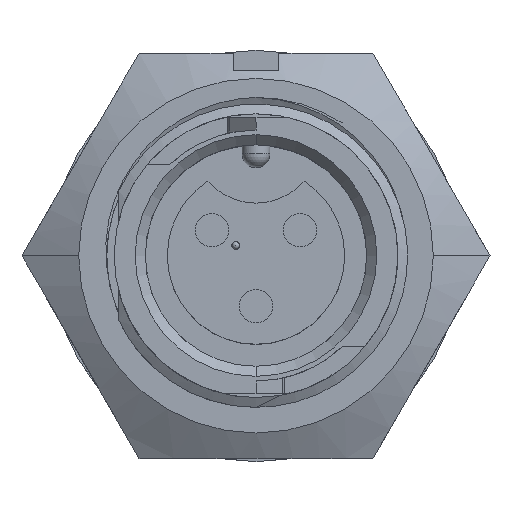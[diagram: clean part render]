
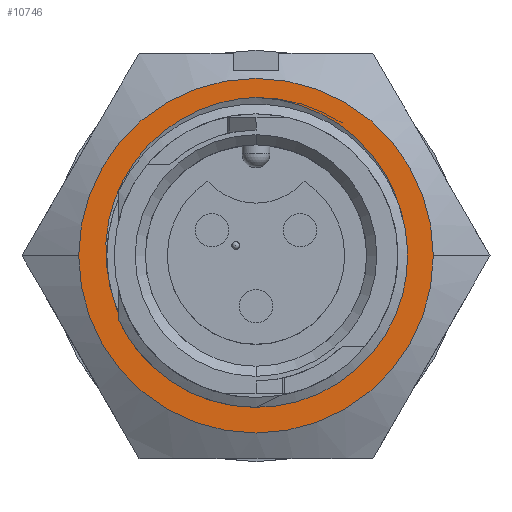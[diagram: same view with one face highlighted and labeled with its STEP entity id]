
A CAD part, top view. The second image highlights one B-rep face of the part: STEP entity #10746.
In plain terms, the highlighted planar face has unit normal (0, 0, 1).
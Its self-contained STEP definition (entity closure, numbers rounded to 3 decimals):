
#446 = CARTESIAN_POINT ( 'NONE',  ( 7.334, -1.47, -6.216 ) ) ;
#522 = DIRECTION ( 'NONE',  ( -1., 0., 0. ) ) ;
#831 = CARTESIAN_POINT ( 'NONE',  ( -8.89, 0., -6.216 ) ) ;
#851 = CARTESIAN_POINT ( 'NONE',  ( -7.517, -0.343, -6.216 ) ) ;
#918 = CARTESIAN_POINT ( 'NONE',  ( -7.536, 0.794, -6.216 ) ) ;
#993 = VERTEX_POINT ( 'NONE', #12525 ) ;
#1184 = ORIENTED_EDGE ( 'NONE', *, *, #6907, .T. ) ;
#1876 = CIRCLE ( 'NONE', #9179, 8.89 ) ;
#1979 = CARTESIAN_POINT ( 'NONE',  ( -3.795, 6.844, -6.216 ) ) ;
#2117 = DIRECTION ( 'NONE',  ( 1., 0., 0. ) ) ;
#2230 = ORIENTED_EDGE ( 'NONE', *, *, #5591, .F. ) ;
#2231 = CARTESIAN_POINT ( 'NONE',  ( 6.255, 4.516, -6.216 ) ) ;
#2369 = CARTESIAN_POINT ( 'NONE',  ( 0., 7.938, -6.216 ) ) ;
#2632 = AXIS2_PLACEMENT_3D ( 'NONE', #8844, #6600, #9779 ) ;
#2893 = EDGE_CURVE ( 'NONE', #8707, #11118, #1876, .T. ) ;
#2908 = CARTESIAN_POINT ( 'NONE',  ( -1.142, 7.839, -6.216 ) ) ;
#3039 = CARTESIAN_POINT ( 'NONE',  ( -0.572, 7.92, -6.216 ) ) ;
#3222 = CARTESIAN_POINT ( 'NONE',  ( 7.23, 2.457, -6.216 ) ) ;
#3294 = CARTESIAN_POINT ( 'NONE',  ( 1.136, 7.824, -6.216 ) ) ;
#3430 = CARTESIAN_POINT ( 'NONE',  ( 1.417, 7.769, -6.216 ) ) ;
#3599 = B_SPLINE_CURVE_WITH_KNOTS ( 'NONE', 3,
 ( #2369, #12132, #9763, #3294, #3430, #4490, #6718, #7809, #13344, #12059, #14127, #2231, #9965, #13070, #3222, #8892, #11104, #5638, #7600, #446 ),
 .UNSPECIFIED., .F., .F.,
 ( 4, 2, 2, 2, 2, 2, 2, 2, 2, 4 ),
 ( 0., 0.001, 0.002, 0.003, 0.005, 0.007, 0.009, 0.01, 0.012, 0.014 ),
 .UNSPECIFIED. ) ;
#3937 = CARTESIAN_POINT ( 'NONE',  ( 0., 0., -6.216 ) ) ;
#4175 = CARTESIAN_POINT ( 'NONE',  ( -2.787, 7.354, -6.216 ) ) ;
#4490 = CARTESIAN_POINT ( 'NONE',  ( 2.242, 7.558, -6.216 ) ) ;
#5497 = CARTESIAN_POINT ( 'NONE',  ( 7.334, -1.47, -6.216 ) ) ;
#5521 = FACE_OUTER_BOUND ( 'NONE', #8917, .T. ) ;
#5591 = EDGE_CURVE ( 'NONE', #7320, #12743, #10483, .T. ) ;
#5638 = CARTESIAN_POINT ( 'NONE',  ( 7.532, -0.351, -6.216 ) ) ;
#5788 = DIRECTION ( 'NONE',  ( 0., 0., -1. ) ) ;
#5871 = CARTESIAN_POINT ( 'NONE',  ( 8.89, 0., -6.216 ) ) ;
#5927 = DIRECTION ( 'NONE',  ( 0., 0., -1. ) ) ;
#6395 = CARTESIAN_POINT ( 'NONE',  ( -7.225, 2.475, -6.216 ) ) ;
#6464 = CARTESIAN_POINT ( 'NONE',  ( -4.27, 6.536, -6.216 ) ) ;
#6600 = DIRECTION ( 'NONE',  ( 0., 0., -1. ) ) ;
#6718 = CARTESIAN_POINT ( 'NONE',  ( 2.774, 7.36, -6.216 ) ) ;
#6907 = EDGE_CURVE ( 'NONE', #993, #12743, #3599, .T. ) ;
#7008 = EDGE_CURVE ( 'NONE', #11118, #8707, #7309, .T. ) ;
#7309 = CIRCLE ( 'NONE', #8710, 8.89 ) ;
#7320 = VERTEX_POINT ( 'NONE', #13463 ) ;
#7406 = CARTESIAN_POINT ( 'NONE',  ( -5.156, 5.813, -6.216 ) ) ;
#7600 = CARTESIAN_POINT ( 'NONE',  ( 7.466, -0.913, -6.216 ) ) ;
#7809 = CARTESIAN_POINT ( 'NONE',  ( 3.795, 6.845, -6.216 ) ) ;
#8142 = ORIENTED_EDGE ( 'NONE', *, *, #2893, .F. ) ;
#8491 = B_SPLINE_CURVE_WITH_KNOTS ( 'NONE', 3,
 ( #10647, #9717, #12739, #851, #9577, #918, #9782, #6395, #8500, #11799, #12880, #13948, #7406, #6464, #1979, #4175, #11935, #2908, #3039, #8570 ),
 .UNSPECIFIED., .F., .F.,
 ( 4, 2, 2, 2, 2, 2, 2, 2, 2, 4 ),
 ( 0., 0.001, 0.002, 0.003, 0.005, 0.007, 0.009, 0.01, 0.012, 0.014 ),
 .UNSPECIFIED. ) ;
#8500 = CARTESIAN_POINT ( 'NONE',  ( -7.04, 3.009, -6.216 ) ) ;
#8570 = CARTESIAN_POINT ( 'NONE',  ( 0., 7.938, -6.216 ) ) ;
#8707 = VERTEX_POINT ( 'NONE', #5871 ) ;
#8710 = AXIS2_PLACEMENT_3D ( 'NONE', #11392, #5927, #522 ) ;
#8844 = CARTESIAN_POINT ( 'NONE',  ( -5.866, -10.16, -6.216 ) ) ;
#8892 = CARTESIAN_POINT ( 'NONE',  ( 7.475, 1.355, -6.216 ) ) ;
#8917 = EDGE_LOOP ( 'NONE', ( #11768, #8142 ) ) ;
#9179 = AXIS2_PLACEMENT_3D ( 'NONE', #3937, #5788, #10180 ) ;
#9577 = CARTESIAN_POINT ( 'NONE',  ( -7.534, -0.057, -6.216 ) ) ;
#9583 = CARTESIAN_POINT ( 'NONE',  ( 0., 0., -6.216 ) ) ;
#9659 = DIRECTION ( 'NONE',  ( 0., 0., 1. ) ) ;
#9717 = CARTESIAN_POINT ( 'NONE',  ( -7.4, -1.192, -6.216 ) ) ;
#9763 = CARTESIAN_POINT ( 'NONE',  ( 0.57, 7.904, -6.216 ) ) ;
#9779 = DIRECTION ( 'NONE',  ( -1., 0., 0. ) ) ;
#9782 = CARTESIAN_POINT ( 'NONE',  ( -7.475, 1.358, -6.216 ) ) ;
#9965 = CARTESIAN_POINT ( 'NONE',  ( 6.557, 4.028, -6.216 ) ) ;
#10068 = EDGE_LOOP ( 'NONE', ( #11467, #1184, #2230 ) ) ;
#10180 = DIRECTION ( 'NONE',  ( -1., 0., 0. ) ) ;
#10483 = CIRCLE ( 'NONE', #11166, 7.48 ) ;
#10647 = CARTESIAN_POINT ( 'NONE',  ( -7.334, -1.47, -6.216 ) ) ;
#10746 = ADVANCED_FACE ( 'NONE', ( #11932, #5521 ), #12078, .F. ) ;
#11104 = CARTESIAN_POINT ( 'NONE',  ( 7.537, 0.781, -6.216 ) ) ;
#11118 = VERTEX_POINT ( 'NONE', #831 ) ;
#11166 = AXIS2_PLACEMENT_3D ( 'NONE', #9583, #9659, #2117 ) ;
#11392 = CARTESIAN_POINT ( 'NONE',  ( 0., 0., -6.216 ) ) ;
#11467 = ORIENTED_EDGE ( 'NONE', *, *, #12338, .T. ) ;
#11768 = ORIENTED_EDGE ( 'NONE', *, *, #7008, .F. ) ;
#11799 = CARTESIAN_POINT ( 'NONE',  ( -6.555, 4.03, -6.216 ) ) ;
#11932 = FACE_BOUND ( 'NONE', #10068, .T. ) ;
#11935 = CARTESIAN_POINT ( 'NONE',  ( -2.248, 7.557, -6.216 ) ) ;
#12059 = CARTESIAN_POINT ( 'NONE',  ( 5.145, 5.822, -6.216 ) ) ;
#12078 = PLANE ( 'NONE',  #2632 ) ;
#12132 = CARTESIAN_POINT ( 'NONE',  ( 0.286, 7.929, -6.216 ) ) ;
#12338 = EDGE_CURVE ( 'NONE', #7320, #993, #8491, .T. ) ;
#12525 = CARTESIAN_POINT ( 'NONE',  ( 0., 7.938, -6.216 ) ) ;
#12739 = CARTESIAN_POINT ( 'NONE',  ( -7.45, -0.91, -6.216 ) ) ;
#12743 = VERTEX_POINT ( 'NONE', #5497 ) ;
#12880 = CARTESIAN_POINT ( 'NONE',  ( -6.251, 4.521, -6.216 ) ) ;
#13070 = CARTESIAN_POINT ( 'NONE',  ( 7.047, 2.994, -6.216 ) ) ;
#13344 = CARTESIAN_POINT ( 'NONE',  ( 4.269, 6.536, -6.216 ) ) ;
#13463 = CARTESIAN_POINT ( 'NONE',  ( -7.334, -1.47, -6.216 ) ) ;
#13948 = CARTESIAN_POINT ( 'NONE',  ( -5.552, 5.41, -6.216 ) ) ;
#14127 = CARTESIAN_POINT ( 'NONE',  ( 5.55, 5.413, -6.216 ) ) ;
